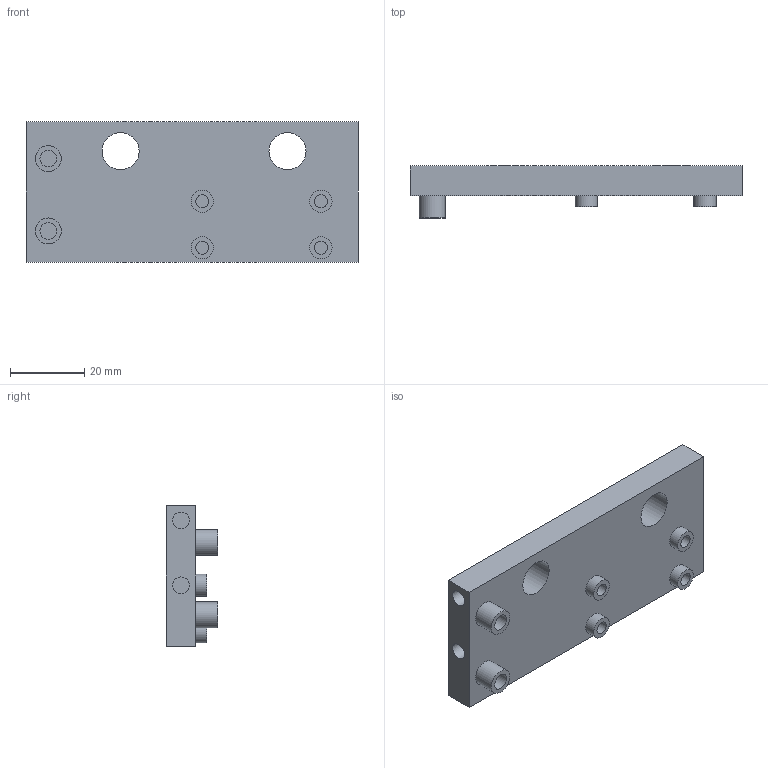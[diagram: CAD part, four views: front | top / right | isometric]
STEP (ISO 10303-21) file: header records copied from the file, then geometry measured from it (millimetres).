
FILE_DESCRIPTION(('FreeCAD Model'),'2;1');
FILE_NAME('Open CASCADE Shape Model','2024-05-14T17:20:38',(''),(''), 'Open CASCADE STEP processor 7.7','FreeCAD','Unknown');
FILE_SCHEMA(('AUTOMOTIVE_DESIGN { 1 0 10303 214 1 1 1 1 }'));
Length unit declared in the file: millimetre
Products named in the file (2): EXPORT_ME; AdapterClone
Assembly tree (1 placements, depth 2):
  EXPORT_ME
    AdapterClone
Bounding box: 89.5 x 14 x 38 mm (x, y, z)
Volume: 25417.4 mm3; surface area: 10647.8 mm2
Topology: 1 solids, 1 shells, 48 faces, 88 edges, 62 vertices
Faces by surface type: plane 26, cylinder 22
Full cylindrical faces by diameter (mm): 3.5 x4, 4.5 x6, 6 x8, 7 x2, 10 x2
Entity records: 2544 total; most frequent: CARTESIAN_POINT 628, DIRECTION 376, ORIENTED_EDGE 176, PCURVE 176, DEFINITIONAL_REPRESENTATION 176, LINE 156, VECTOR 156, AXIS2_PLACEMENT_3D 104
